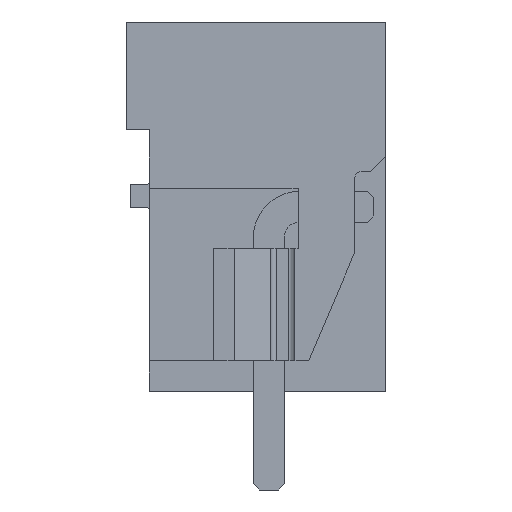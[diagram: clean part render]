
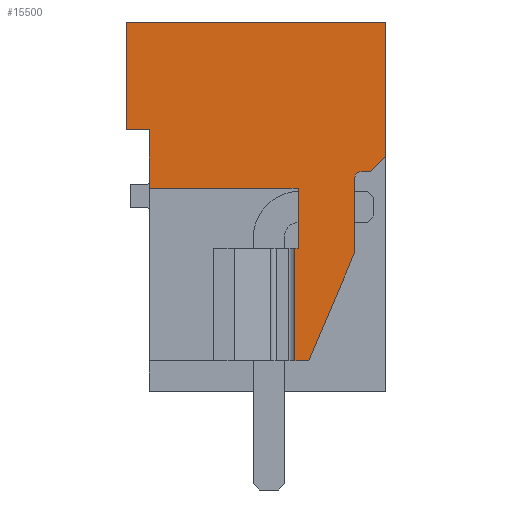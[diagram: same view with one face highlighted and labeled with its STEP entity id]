
A CAD part, left-side view. The second image highlights one B-rep face of the part: STEP entity #15500.
In plain terms, the highlighted planar face has unit normal (-1, 0, 0).
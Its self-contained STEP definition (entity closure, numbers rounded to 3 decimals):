
#15413=AXIS2_PLACEMENT_3D('Plane Axis2P3D',#15410,#15411,#15412) ;
#15466=AXIS2_PLACEMENT_3D('Circle Axis2P3D',#15464,#15465,$) ;
#63=CARTESIAN_POINT('Vertex',(0.,0.,15.2)) ;
#66=CARTESIAN_POINT('Line Origine',(0.,0.,13.023)) ;
#70=CARTESIAN_POINT('Vertex',(0.,0.,10.846)) ;
#147=CARTESIAN_POINT('Vertex',(0.,8.43,15.2)) ;
#150=CARTESIAN_POINT('Line Origine',(0.,4.215,15.2)) ;
#2591=CARTESIAN_POINT('Vertex',(0.,8.43,11.7)) ;
#2594=CARTESIAN_POINT('Line Origine',(0.,8.43,13.45)) ;
#3587=CARTESIAN_POINT('Vertex',(0.,7.68,9.8)) ;
#3590=CARTESIAN_POINT('Line Origine',(0.,7.68,10.75)) ;
#3594=CARTESIAN_POINT('Vertex',(0.,7.68,11.7)) ;
#15358=CARTESIAN_POINT('Line Origine',(0.,8.055,11.7)) ;
#15410=CARTESIAN_POINT('Axis2P3D Location',(0.,0.,0.)) ;
#15415=CARTESIAN_POINT('Line Origine',(0.,5.265,9.8)) ;
#15419=CARTESIAN_POINT('Vertex',(0.,2.85,9.8)) ;
#15422=CARTESIAN_POINT('Line Origine',(0.,2.85,8.825)) ;
#15426=CARTESIAN_POINT('Vertex',(0.,2.85,7.85)) ;
#15429=CARTESIAN_POINT('Line Origine',(0.,2.9,7.85)) ;
#15433=CARTESIAN_POINT('Vertex',(0.,2.95,7.85)) ;
#15436=CARTESIAN_POINT('Line Origine',(0.,2.95,6.025)) ;
#15440=CARTESIAN_POINT('Vertex',(0.,2.95,4.2)) ;
#15443=CARTESIAN_POINT('Line Origine',(0.,2.725,4.2)) ;
#15447=CARTESIAN_POINT('Vertex',(0.,2.5,4.2)) ;
#15450=CARTESIAN_POINT('Line Origine',(0.,1.75,5.968)) ;
#15454=CARTESIAN_POINT('Vertex',(0.,1.,7.736)) ;
#15457=CARTESIAN_POINT('Line Origine',(0.,1.,8.941)) ;
#15461=CARTESIAN_POINT('Vertex',(0.,1.,10.146)) ;
#15464=CARTESIAN_POINT('Axis2P3D Location',(0.,0.8,10.146)) ;
#15468=CARTESIAN_POINT('Vertex',(0.,0.8,10.346)) ;
#15471=CARTESIAN_POINT('Line Origine',(0.,0.65,10.346)) ;
#15475=CARTESIAN_POINT('Vertex',(0.,0.5,10.346)) ;
#15478=CARTESIAN_POINT('Line Origine',(0.,0.25,10.596)) ;
#67=DIRECTION('Vector Direction',(0.,0.,-1.)) ;
#151=DIRECTION('Vector Direction',(0.,-1.,0.)) ;
#2595=DIRECTION('Vector Direction',(0.,0.,-1.)) ;
#3591=DIRECTION('Vector Direction',(0.,0.,-1.)) ;
#15359=DIRECTION('Vector Direction',(0.,-1.,0.)) ;
#15411=DIRECTION('Axis2P3D Direction',(-1.,0.,0.)) ;
#15412=DIRECTION('Axis2P3D XDirection',(0.,0.,1.)) ;
#15416=DIRECTION('Vector Direction',(0.,1.,0.)) ;
#15423=DIRECTION('Vector Direction',(0.,0.,-1.)) ;
#15430=DIRECTION('Vector Direction',(0.,-1.,0.)) ;
#15437=DIRECTION('Vector Direction',(0.,0.,1.)) ;
#15444=DIRECTION('Vector Direction',(0.,-1.,0.)) ;
#15451=DIRECTION('Vector Direction',(0.,-0.391,0.921)) ;
#15458=DIRECTION('Vector Direction',(0.,0.,1.)) ;
#15465=DIRECTION('Axis2P3D Direction',(-1.,0.,0.)) ;
#15472=DIRECTION('Vector Direction',(0.,-1.,0.)) ;
#15479=DIRECTION('Vector Direction',(0.,-0.707,0.707)) ;
#68=VECTOR('Line Direction',#67,1.) ;
#152=VECTOR('Line Direction',#151,1.) ;
#2596=VECTOR('Line Direction',#2595,1.) ;
#3592=VECTOR('Line Direction',#3591,1.) ;
#15360=VECTOR('Line Direction',#15359,1.) ;
#15417=VECTOR('Line Direction',#15416,1.) ;
#15424=VECTOR('Line Direction',#15423,1.) ;
#15431=VECTOR('Line Direction',#15430,1.) ;
#15438=VECTOR('Line Direction',#15437,1.) ;
#15445=VECTOR('Line Direction',#15444,1.) ;
#15452=VECTOR('Line Direction',#15451,1.) ;
#15459=VECTOR('Line Direction',#15458,1.) ;
#15473=VECTOR('Line Direction',#15472,1.) ;
#15480=VECTOR('Line Direction',#15479,1.) ;
#15484=ORIENTED_EDGE('',*,*,#72,.T.) ;
#15485=ORIENTED_EDGE('',*,*,#154,.T.) ;
#15486=ORIENTED_EDGE('',*,*,#2598,.T.) ;
#15487=ORIENTED_EDGE('',*,*,#15362,.T.) ;
#15488=ORIENTED_EDGE('',*,*,#3596,.T.) ;
#15489=ORIENTED_EDGE('',*,*,#15421,.F.) ;
#15490=ORIENTED_EDGE('',*,*,#15428,.F.) ;
#15491=ORIENTED_EDGE('',*,*,#15435,.F.) ;
#15492=ORIENTED_EDGE('',*,*,#15442,.F.) ;
#15493=ORIENTED_EDGE('',*,*,#15449,.F.) ;
#15494=ORIENTED_EDGE('',*,*,#15456,.F.) ;
#15495=ORIENTED_EDGE('',*,*,#15463,.F.) ;
#15496=ORIENTED_EDGE('',*,*,#15470,.F.) ;
#15497=ORIENTED_EDGE('',*,*,#15477,.F.) ;
#15498=ORIENTED_EDGE('',*,*,#15482,.F.) ;
#15500=ADVANCED_FACE('HOUSING',(#15499),#15414,.T.) ;
#15467=CIRCLE('generated circle',#15466,0.2) ;
#72=EDGE_CURVE('',#71,#64,#69,.F.) ;
#154=EDGE_CURVE('',#64,#148,#153,.F.) ;
#2598=EDGE_CURVE('',#148,#2592,#2597,.T.) ;
#3596=EDGE_CURVE('',#3595,#3588,#3593,.T.) ;
#15362=EDGE_CURVE('',#2592,#3595,#15361,.T.) ;
#15421=EDGE_CURVE('',#15420,#3588,#15418,.T.) ;
#15428=EDGE_CURVE('',#15427,#15420,#15425,.F.) ;
#15435=EDGE_CURVE('',#15434,#15427,#15432,.T.) ;
#15442=EDGE_CURVE('',#15441,#15434,#15439,.T.) ;
#15449=EDGE_CURVE('',#15448,#15441,#15446,.F.) ;
#15456=EDGE_CURVE('',#15455,#15448,#15453,.F.) ;
#15463=EDGE_CURVE('',#15462,#15455,#15460,.F.) ;
#15470=EDGE_CURVE('',#15469,#15462,#15467,.T.) ;
#15477=EDGE_CURVE('',#15476,#15469,#15474,.F.) ;
#15482=EDGE_CURVE('',#71,#15476,#15481,.F.) ;
#15483=EDGE_LOOP('',(#15484,#15485,#15486,#15487,#15488,#15489,#15490,#15491,#15492,#15493,#15494,#15495,#15496,#15497,#15498)) ;
#15499=FACE_OUTER_BOUND('',#15483,.T.) ;
#69=LINE('Line',#66,#68) ;
#153=LINE('Line',#150,#152) ;
#2597=LINE('Line',#2594,#2596) ;
#3593=LINE('Line',#3590,#3592) ;
#15361=LINE('Line',#15358,#15360) ;
#15418=LINE('Line',#15415,#15417) ;
#15425=LINE('Line',#15422,#15424) ;
#15432=LINE('Line',#15429,#15431) ;
#15439=LINE('Line',#15436,#15438) ;
#15446=LINE('Line',#15443,#15445) ;
#15453=LINE('Line',#15450,#15452) ;
#15460=LINE('Line',#15457,#15459) ;
#15474=LINE('Line',#15471,#15473) ;
#15481=LINE('Line',#15478,#15480) ;
#15414=PLANE('',#15413) ;
#64=VERTEX_POINT('',#63) ;
#71=VERTEX_POINT('',#70) ;
#148=VERTEX_POINT('',#147) ;
#2592=VERTEX_POINT('',#2591) ;
#3588=VERTEX_POINT('',#3587) ;
#3595=VERTEX_POINT('',#3594) ;
#15420=VERTEX_POINT('',#15419) ;
#15427=VERTEX_POINT('',#15426) ;
#15434=VERTEX_POINT('',#15433) ;
#15441=VERTEX_POINT('',#15440) ;
#15448=VERTEX_POINT('',#15447) ;
#15455=VERTEX_POINT('',#15454) ;
#15462=VERTEX_POINT('',#15461) ;
#15469=VERTEX_POINT('',#15468) ;
#15476=VERTEX_POINT('',#15475) ;
